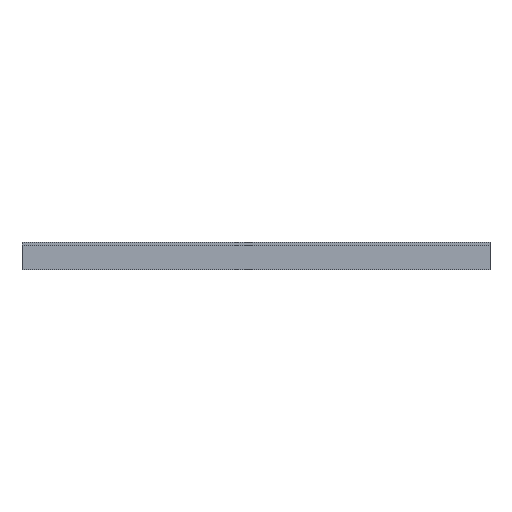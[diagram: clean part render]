
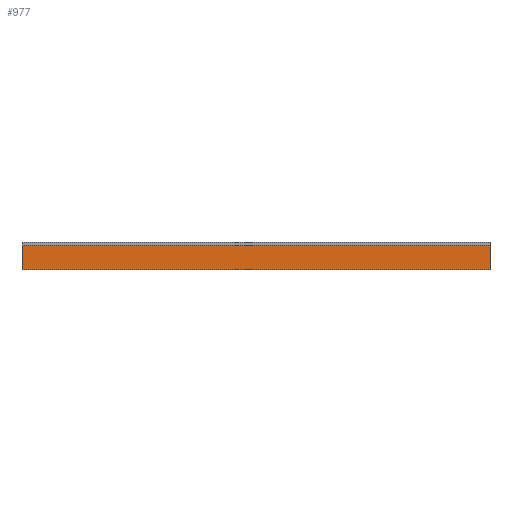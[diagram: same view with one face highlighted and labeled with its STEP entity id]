
A CAD part, front view. The second image highlights one B-rep face of the part: STEP entity #977.
In plain terms, the highlighted planar face has unit normal (0, -1, 0).
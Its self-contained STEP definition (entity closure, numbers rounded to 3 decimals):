
#10 = ORIENTED_EDGE ( 'NONE', *, *, #83, .F. ) ;
#48 = LINE ( 'NONE', #91, #631 ) ;
#64 = VERTEX_POINT ( 'NONE', #533 ) ;
#83 = EDGE_CURVE ( 'NONE', #133, #245, #173, .T. ) ;
#91 = CARTESIAN_POINT ( 'NONE',  ( -65., -13.5, -0.8 ) ) ;
#133 = VERTEX_POINT ( 'NONE', #1058 ) ;
#173 = LINE ( 'NONE', #1046, #510 ) ;
#182 = DIRECTION ( 'NONE',  ( 0., 0., -1. ) ) ;
#186 = CARTESIAN_POINT ( 'NONE',  ( -65., -13.5, -0.8 ) ) ;
#192 = EDGE_CURVE ( 'NONE', #245, #798, #643, .T. ) ;
#228 = ORIENTED_EDGE ( 'NONE', *, *, #982, .T. ) ;
#232 = EDGE_CURVE ( 'NONE', #64, #798, #48, .T. ) ;
#245 = VERTEX_POINT ( 'NONE', #270 ) ;
#270 = CARTESIAN_POINT ( 'NONE',  ( 65., -13.5, -0.8 ) ) ;
#402 = PLANE ( 'NONE',  #1038 ) ;
#494 = DIRECTION ( 'NONE',  ( 0., 1., 0. ) ) ;
#510 = VECTOR ( 'NONE', #926, 1000. ) ;
#515 = EDGE_LOOP ( 'NONE', ( #736, #678, #10, #228 ) ) ;
#533 = CARTESIAN_POINT ( 'NONE',  ( -65., -13.5, 5.9 ) ) ;
#612 = FACE_OUTER_BOUND ( 'NONE', #515, .T. ) ;
#631 = VECTOR ( 'NONE', #182, 1000. ) ;
#634 = VECTOR ( 'NONE', #656, 1000. ) ;
#643 = LINE ( 'NONE', #889, #634 ) ;
#656 = DIRECTION ( 'NONE',  ( -1., 0., 0. ) ) ;
#677 = DIRECTION ( 'NONE',  ( -1., 0., 0. ) ) ;
#678 = ORIENTED_EDGE ( 'NONE', *, *, #192, .F. ) ;
#696 = LINE ( 'NONE', #962, #961 ) ;
#736 = ORIENTED_EDGE ( 'NONE', *, *, #232, .T. ) ;
#798 = VERTEX_POINT ( 'NONE', #186 ) ;
#853 = DIRECTION ( 'NONE',  ( 0., 0., 1. ) ) ;
#889 = CARTESIAN_POINT ( 'NONE',  ( 65., -13.5, -0.8 ) ) ;
#926 = DIRECTION ( 'NONE',  ( 0., 0., -1. ) ) ;
#961 = VECTOR ( 'NONE', #677, 1000. ) ;
#962 = CARTESIAN_POINT ( 'NONE',  ( 65., -13.5, 5.9 ) ) ;
#977 = ADVANCED_FACE ( 'NONE', ( #612 ), #402, .F. ) ;
#982 = EDGE_CURVE ( 'NONE', #133, #64, #696, .T. ) ;
#1013 = CARTESIAN_POINT ( 'NONE',  ( 65., -13.5, -0.8 ) ) ;
#1038 = AXIS2_PLACEMENT_3D ( 'NONE', #1013, #494, #853 ) ;
#1046 = CARTESIAN_POINT ( 'NONE',  ( 65., -13.5, -0.8 ) ) ;
#1058 = CARTESIAN_POINT ( 'NONE',  ( 65., -13.5, 5.9 ) ) ;
